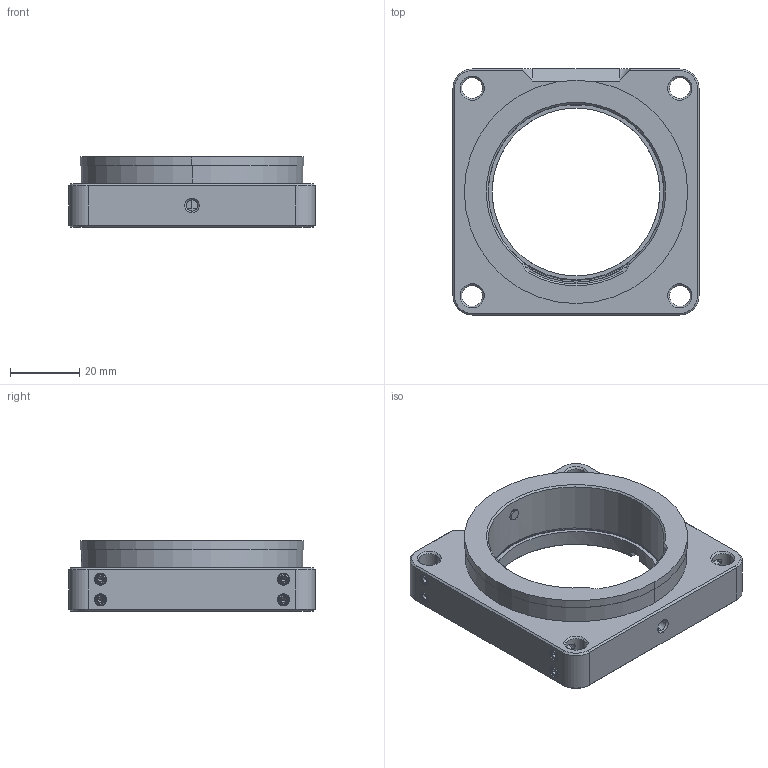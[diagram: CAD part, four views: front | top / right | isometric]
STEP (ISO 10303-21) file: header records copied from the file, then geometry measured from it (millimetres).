
FILE_DESCRIPTION (( 'STEP AP214' ), '1' );
FILE_NAME ('2.3.3.10_L30T-X2.0M_60mm笼式系统旋转安装座，用于φ2英寸光学元件，顶丝固定，带M4螺纹安装孔.STEP', '2021-07-22T06:17:54', ( 'Microsoft' ), ( 'Microsoft' ), 'SwSTEP 2.0', 'SolidWorks 2018', '' );
FILE_SCHEMA (( 'AUTOMOTIVE_DESIGN' ));
Length unit declared in the file: millimetre
Products named in the file (1): 2.3.3.10_L30T-X2.0M_60mm笼式系统旋转安装座，用于φ2英寸光学元件，顶丝固定，带M4螺纹安装孔
Bounding box: 71.1 x 71.1 x 20.3 mm (x, y, z)
Surface area: 17844.4 mm2 (no closed solid volume)
Topology: 0 solids, 22 shells, 334 faces, 777 edges, 457 vertices
Faces by surface type: cone 165, plane 113, cylinder 56
Entity records: 13621 total; most frequent: CARTESIAN_POINT 2437, DIRECTION 1648, ORIENTED_EDGE 1401, EDGE_CURVE 757, AXIS2_PLACEMENT_3D 650, VERTEX_POINT 457, EDGE_LOOP 388, VECTOR 348
